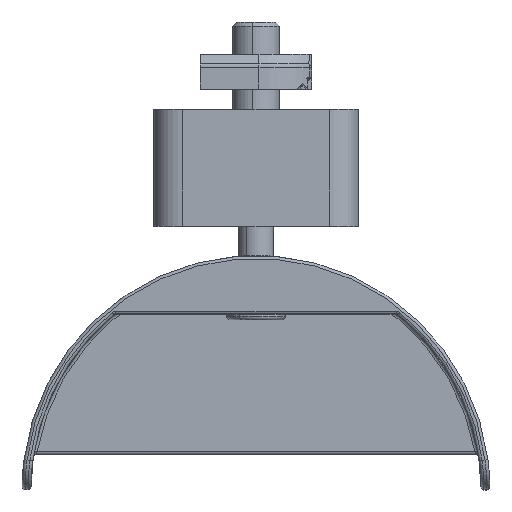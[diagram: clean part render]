
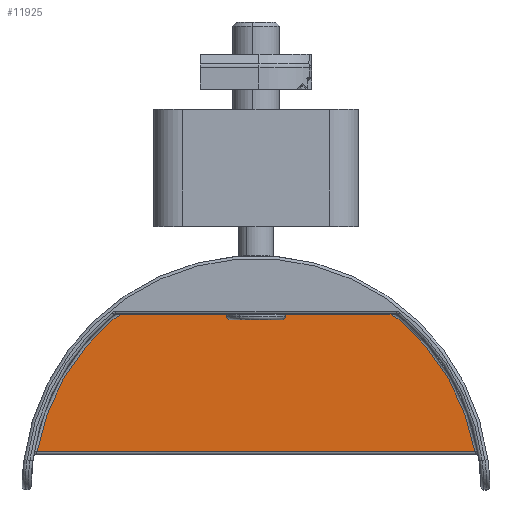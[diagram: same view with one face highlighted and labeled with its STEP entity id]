
A CAD part, top view. The second image highlights one B-rep face of the part: STEP entity #11925.
In plain terms, the highlighted planar face has unit normal (0, 0, 1).
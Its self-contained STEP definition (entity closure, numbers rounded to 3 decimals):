
#1578 = EDGE_CURVE ( 'NONE', #11670, #11668, #4318, .T. ) ;
#1579 = EDGE_CURVE ( 'NONE', #11668, #11670, #4044, .T. ) ;
#2732 = FACE_OUTER_BOUND ( 'NONE', #4437, .T. ) ;
#4024 = VECTOR ( 'NONE', #15624, 1000. ) ;
#4044 = LINE ( 'NONE', #15656, #4024 ) ;
#4318 = CIRCLE ( 'NONE', #5575, 38. ) ;
#4437 = EDGE_LOOP ( 'NONE', ( #10143, #9808 ) ) ;
#5575 = AXIS2_PLACEMENT_3D ( 'NONE', #15660, #15666, #15627 ) ;
#6311 = DIRECTION ( 'NONE',  ( 1., 0., 0. ) ) ;
#6324 = PLANE ( 'NONE',  #15081 ) ;
#6340 = CARTESIAN_POINT ( 'NONE',  ( 0., 0., 8. ) ) ;
#6445 = DIRECTION ( 'NONE',  ( 0., 0., 1. ) ) ;
#8401 = CARTESIAN_POINT ( 'NONE',  ( 37.44, 6.5, 8. ) ) ;
#8403 = CARTESIAN_POINT ( 'NONE',  ( -37.44, 6.5, 8. ) ) ;
#9808 = ORIENTED_EDGE ( 'NONE', *, *, #1579, .T. ) ;
#10143 = ORIENTED_EDGE ( 'NONE', *, *, #1578, .T. ) ;
#11668 = VERTEX_POINT ( 'NONE', #8403 ) ;
#11670 = VERTEX_POINT ( 'NONE', #8401 ) ;
#11925 = ADVANCED_FACE ( 'NONE', ( #2732 ), #6324, .T. ) ;
#15081 = AXIS2_PLACEMENT_3D ( 'NONE', #6340, #6445, #6311 ) ;
#15624 = DIRECTION ( 'NONE',  ( 1., 0., 0. ) ) ;
#15627 = DIRECTION ( 'NONE',  ( 1., 0., 0. ) ) ;
#15656 = CARTESIAN_POINT ( 'NONE',  ( 38.03, 6.5, 8. ) ) ;
#15660 = CARTESIAN_POINT ( 'NONE',  ( 0., 0., 8. ) ) ;
#15666 = DIRECTION ( 'NONE',  ( 0., 0., 1. ) ) ;
